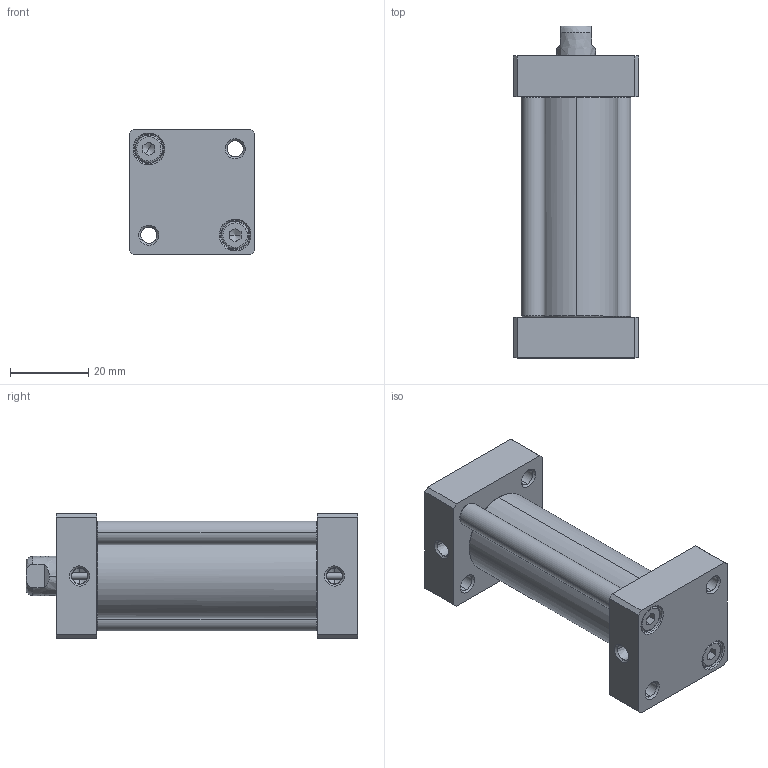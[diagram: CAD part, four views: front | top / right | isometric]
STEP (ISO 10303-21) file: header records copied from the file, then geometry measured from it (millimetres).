
FILE_DESCRIPTION(/* description */ (''),/* implementation_level */ '2;1');
FILE_NAME(/* name */ 'VI10~3HJ',/* time_stamp */ '2018-12-14T12:19:22+01:00',/* author */ (''),/* organization */ (''),/* preprocessor_version */ 'ST-DEVELOPER v15',/* originating_system */ '',/* authorisation */ '');
FILE_SCHEMA (('CONFIG_CONTROL_DESIGN'));
Length unit declared in the file: millimetre
Products named in the file (4): Document; TA; Block 01; TP
Assembly tree (3 placements, depth 3):
  Document
    TA
      Block 01
    TP
Bounding box: 32 x 84.66 x 32 mm (x, y, z)
Volume: 28869.1 mm3; surface area: 21790 mm2
Topology: 7 solids, 7 shells, 262 faces, 695 edges, 440 vertices
Faces by surface type: bspline 194, plane 68
Entity records: 9410 total; most frequent: CARTESIAN_POINT 5216, ORIENTED_EDGE 1338, EDGE_CURVE 669, VERTEX_POINT 440, EDGE_LOOP 297, B_SPLINE_CURVE_WITH_KNOTS 294, ADVANCED_FACE 262, FACE_OUTER_BOUND 262
